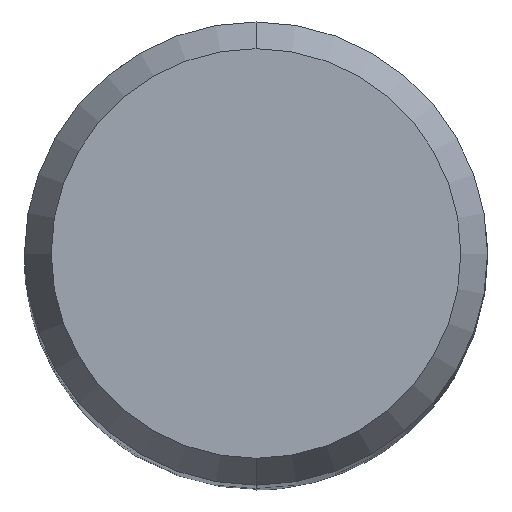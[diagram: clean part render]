
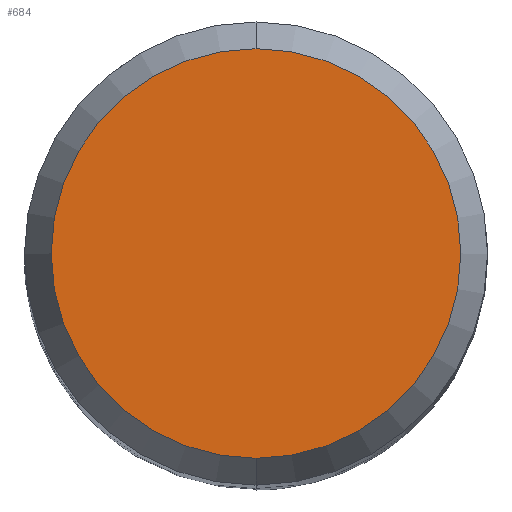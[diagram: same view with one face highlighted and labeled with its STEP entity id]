
A CAD part, top view. The second image highlights one B-rep face of the part: STEP entity #684.
In plain terms, the highlighted planar face has unit normal (0, 0, 1).
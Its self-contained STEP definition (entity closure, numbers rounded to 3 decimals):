
#378=VERTEX_POINT('',#1035);
#684=ADVANCED_FACE('',(#1371),#1372,.T.);
#824=VERTEX_POINT('',#1524);
#910=EDGE_CURVE('',#378,#824,#1620,.T.);
#962=EDGE_CURVE('',#824,#378,#1677,.T.);
#1035=CARTESIAN_POINT('',(0.,-4.423,0.0));
#1371=FACE_OUTER_BOUND('',#2287,.T.);
#1372=PLANE('',#2288);
#1524=CARTESIAN_POINT('',(0.0,4.423,0.0));
#1620=CIRCLE('',#2722,4.423);
#1677=CIRCLE('',#2821,4.423);
#2287=EDGE_LOOP('',(#3265,#3266));
#2288=AXIS2_PLACEMENT_3D('',#3267,#3268,#3269);
#2722=AXIS2_PLACEMENT_3D('',#3553,#3554,#3555);
#2821=AXIS2_PLACEMENT_3D('',#3603,#3604,#3605);
#3265=ORIENTED_EDGE('',*,*,#962,.F.);
#3266=ORIENTED_EDGE('',*,*,#910,.F.);
#3267=CARTESIAN_POINT('',(0.0,2.211,0.0));
#3268=DIRECTION('',(-0.0,0.0,1.0));
#3269=DIRECTION('',(0.0,-1.0,0.0));
#3553=CARTESIAN_POINT('',(0.0,0.0,0.0));
#3554=DIRECTION('',(0.0,0.0,-1.0));
#3555=DIRECTION('',(0.0,1.0,0.0));
#3603=CARTESIAN_POINT('',(0.0,0.0,0.0));
#3604=DIRECTION('',(0.0,0.0,-1.0));
#3605=DIRECTION('',(0.0,1.0,0.0));
